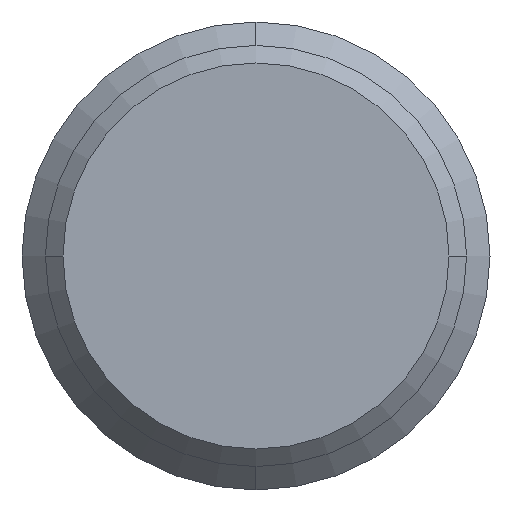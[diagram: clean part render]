
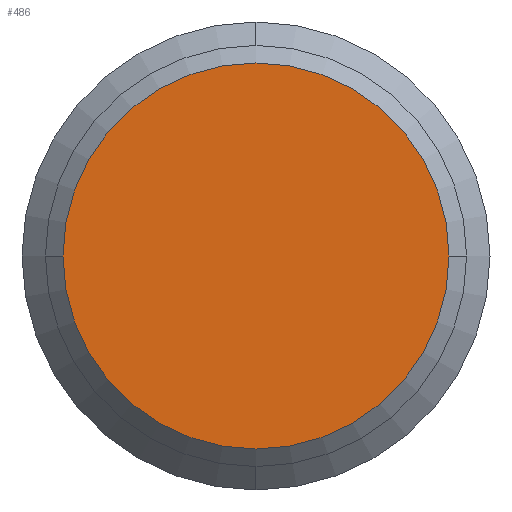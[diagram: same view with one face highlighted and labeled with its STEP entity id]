
A CAD part, left-side view. The second image highlights one B-rep face of the part: STEP entity #486.
In plain terms, the highlighted planar face has unit normal (-1, 0, 0).
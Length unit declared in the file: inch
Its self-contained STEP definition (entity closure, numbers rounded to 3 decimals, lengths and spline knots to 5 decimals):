
#39 = CARTESIAN_POINT ( 'NONE',  ( -0.03937, 0.0082, 0. ) ) ;
#78 = EDGE_CURVE ( 'NONE', #1155, #1197, #469, .T. ) ;
#314 = AXIS2_PLACEMENT_3D ( 'NONE', #965, #777, #960 ) ;
#469 = CIRCLE ( 'NONE', #314, 0.12992 ) ;
#486 = ADVANCED_FACE ( 'NONE', ( #1888 ), #1056, .T. ) ;
#562 = DIRECTION ( 'NONE',  ( -1., 0., 0. ) ) ;
#577 = EDGE_LOOP ( 'NONE', ( #1606, #2152 ) ) ;
#602 = CIRCLE ( 'NONE', #1244, 0.12992 ) ;
#695 = CARTESIAN_POINT ( 'NONE',  ( -0.03937, -0.03974, 0.13338 ) ) ;
#777 = DIRECTION ( 'NONE',  ( 1., 0., 0. ) ) ;
#811 = EDGE_CURVE ( 'NONE', #1197, #1155, #602, .T. ) ;
#960 = DIRECTION ( 'NONE',  ( 0., 1., 0. ) ) ;
#965 = CARTESIAN_POINT ( 'NONE',  ( -0.03937, 0.0082, 0. ) ) ;
#1056 = PLANE ( 'NONE',  #1609 ) ;
#1155 = VERTEX_POINT ( 'NONE', #1319 ) ;
#1197 = VERTEX_POINT ( 'NONE', #1671 ) ;
#1244 = AXIS2_PLACEMENT_3D ( 'NONE', #39, #1724, #1902 ) ;
#1319 = CARTESIAN_POINT ( 'NONE',  ( -0.03937, -0.12172, 0. ) ) ;
#1569 = DIRECTION ( 'NONE',  ( 0., -1., 0. ) ) ;
#1606 = ORIENTED_EDGE ( 'NONE', *, *, #811, .F. ) ;
#1609 = AXIS2_PLACEMENT_3D ( 'NONE', #695, #562, #1569 ) ;
#1671 = CARTESIAN_POINT ( 'NONE',  ( -0.03937, 0.13812, 0. ) ) ;
#1724 = DIRECTION ( 'NONE',  ( 1., 0., 0. ) ) ;
#1888 = FACE_OUTER_BOUND ( 'NONE', #577, .T. ) ;
#1902 = DIRECTION ( 'NONE',  ( 0., 1., 0. ) ) ;
#2152 = ORIENTED_EDGE ( 'NONE', *, *, #78, .F. ) ;
